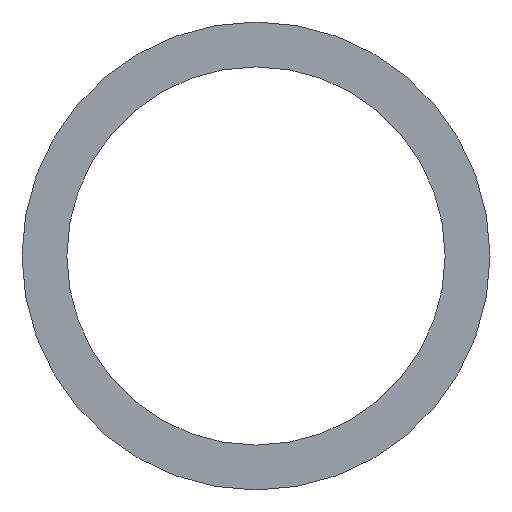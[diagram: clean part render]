
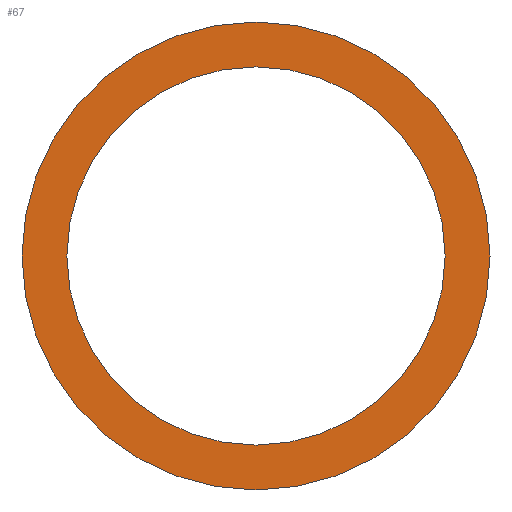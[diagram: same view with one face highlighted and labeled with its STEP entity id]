
A CAD part, top view. The second image highlights one B-rep face of the part: STEP entity #67.
In plain terms, the highlighted planar face has unit normal (0, 0, 1).
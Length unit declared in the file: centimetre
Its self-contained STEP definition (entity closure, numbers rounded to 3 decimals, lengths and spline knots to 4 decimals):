
#20=FACE_BOUND('',#30,.T.);
#22=PLANE('',#76);
#25=FACE_OUTER_BOUND('',#29,.T.);
#29=EDGE_LOOP('',(#56));
#30=EDGE_LOOP('',(#57));
#39=CIRCLE('',#75,48.5);
#40=CIRCLE('',#77,60.);
#43=VERTEX_POINT('',#111);
#44=VERTEX_POINT('',#115);
#48=EDGE_CURVE('',#43,#43,#39,.T.);
#49=EDGE_CURVE('',#44,#44,#40,.T.);
#56=ORIENTED_EDGE('',*,*,#49,.F.);
#57=ORIENTED_EDGE('',*,*,#48,.T.);
#67=ADVANCED_FACE('',(#25,#20),#22,.T.);
#75=AXIS2_PLACEMENT_3D('',#113,#91,#92);
#76=AXIS2_PLACEMENT_3D('',#114,#93,#94);
#77=AXIS2_PLACEMENT_3D('',#116,#95,#96);
#91=DIRECTION('center_axis',(0.,0.,-1.));
#92=DIRECTION('ref_axis',(1.,0.,0.));
#93=DIRECTION('center_axis',(0.,0.,1.));
#94=DIRECTION('ref_axis',(0.,-1.,0.));
#95=DIRECTION('center_axis',(0.,0.,-1.));
#96=DIRECTION('ref_axis',(1.,0.,0.));
#111=CARTESIAN_POINT('',(20.5287,244.5352,12.));
#113=CARTESIAN_POINT('Origin',(-27.9713,244.5352,12.));
#114=CARTESIAN_POINT('Origin',(-87.9713,244.5352,12.));
#115=CARTESIAN_POINT('',(32.0287,244.5352,12.));
#116=CARTESIAN_POINT('Origin',(-27.9713,244.5352,12.));
